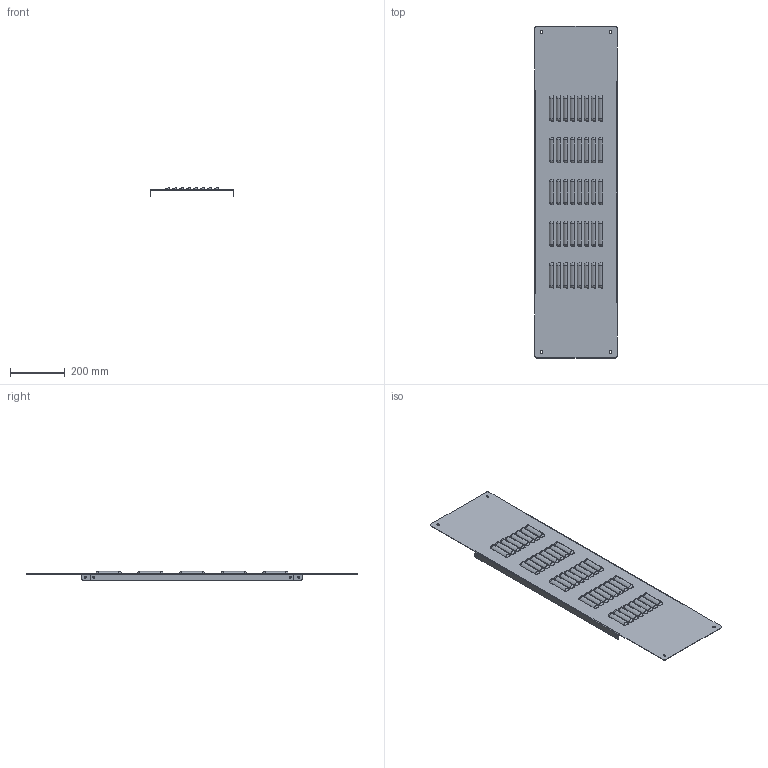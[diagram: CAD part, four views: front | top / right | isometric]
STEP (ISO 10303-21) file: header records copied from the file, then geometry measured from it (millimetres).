
FILE_DESCRIPTION (( 'STEP AP214' ), '1' );
FILE_NAME ('SCE-SKL124856.STEP', '2022-08-31T14:26:29', ( '' ), ( '' ), 'SwSTEP 2.0', 'SolidWorks 2021', '' );
FILE_SCHEMA (( 'AUTOMOTIVE_DESIGN' ));
Length unit declared in the file: inch
Products named in the file (1): SCE-SKL124856
Bounding box: 303.21 x 1212.85 x 33.32 mm (x, y, z)
Volume: 630844.6 mm3; surface area: 846163.1 mm2
Topology: 1 solids, 1 shells, 702 faces, 1772 edges, 1072 vertices
Faces by surface type: bspline 332, plane 186, cylinder 104, torus 80
Full cylindrical faces by diameter (mm): 7.137 x4
Entity records: 139077 total; most frequent: CARTESIAN_POINT 124748, ORIENTED_EDGE 3536, DIRECTION 1816, EDGE_CURVE 1768, VERTEX_POINT 1072, B_SPLINE_CURVE_WITH_KNOTS 822, VECTOR 818, LINE 818
